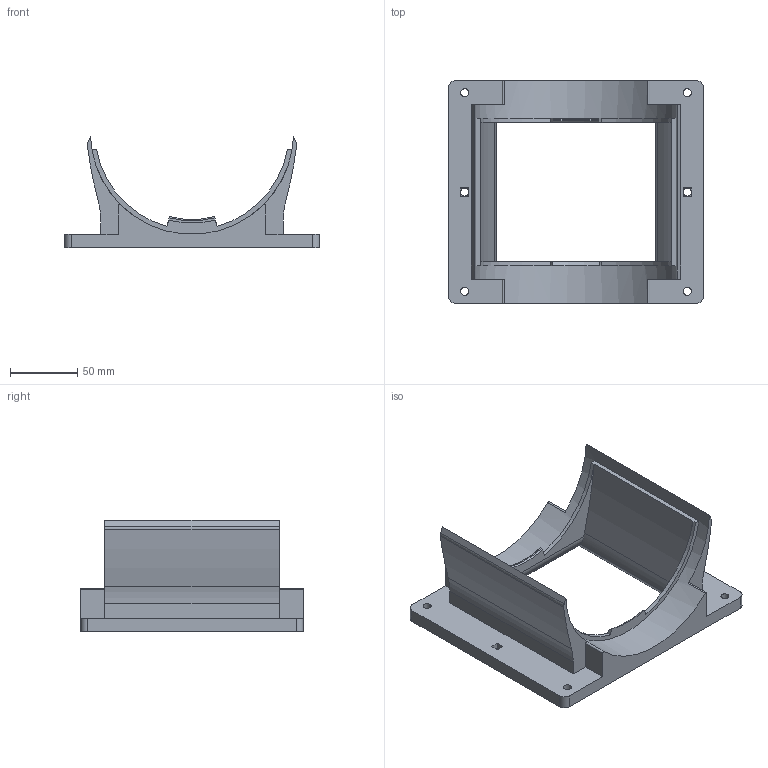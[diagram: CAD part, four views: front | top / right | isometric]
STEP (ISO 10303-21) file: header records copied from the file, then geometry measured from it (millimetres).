
FILE_DESCRIPTION(/* description */ (''),/* implementation_level */ '2;1');
FILE_NAME(/* name */ 'MK2_EU_collection-port-A.stp',/* time_stamp */ '2024-07-26T20:52:39+02:00',/* author */ ('admin'),/* organization */ (''),/* preprocessor_version */ 'ST-DEVELOPER v18.1',/* originating_system */ 'Autodesk Inventor 2021',/* authorisation */ '');
FILE_SCHEMA (('AUTOMOTIVE_DESIGN { 1 0 10303 214 3 1 1 }'));
Length unit declared in the file: millimetre
Products named in the file (1): MK2_EU_collection-port-A
Bounding box: 190 x 166 x 83.13 mm (x, y, z)
Volume: 350955.4 mm3; surface area: 97911.8 mm2
Topology: 1 solids, 1 shells, 84 faces, 232 edges, 150 vertices
Faces by surface type: plane 46, cylinder 35, cone 3
Full cylindrical faces by diameter (mm): 6 x6
Entity records: 2777 total; most frequent: CARTESIAN_POINT 495, DIRECTION 482, ORIENTED_EDGE 464, EDGE_CURVE 232, AXIS2_PLACEMENT_3D 169, VERTEX_POINT 150, LINE 144, VECTOR 144
